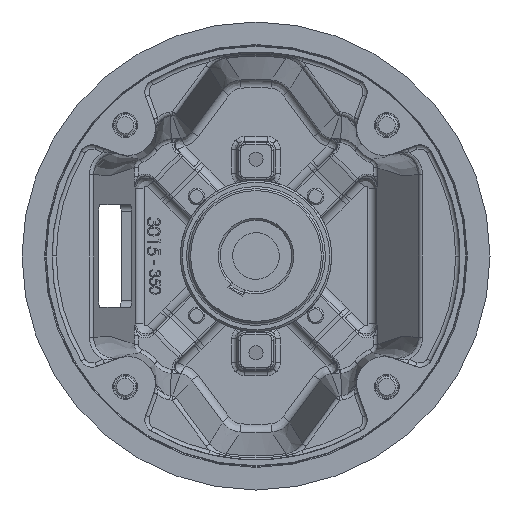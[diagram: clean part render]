
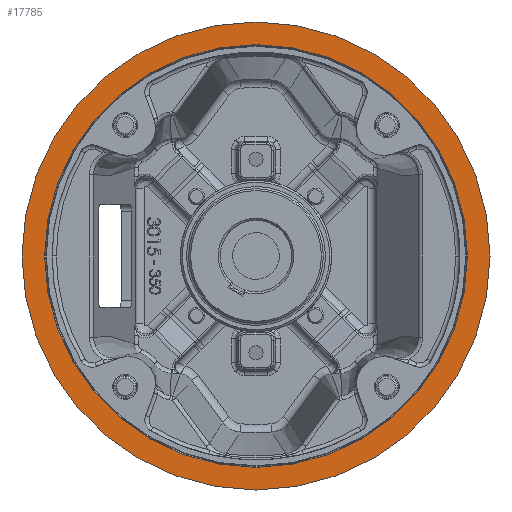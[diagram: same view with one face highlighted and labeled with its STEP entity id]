
A CAD part, left-side view. The second image highlights one B-rep face of the part: STEP entity #17785.
In plain terms, the highlighted planar face has unit normal (-1, 0, 0).
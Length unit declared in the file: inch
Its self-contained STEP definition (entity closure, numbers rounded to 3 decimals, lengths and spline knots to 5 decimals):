
#5213 = EDGE_CURVE ( 'NONE', #55130, #34055, #157644, .T. ) ;
#12801 = CARTESIAN_POINT ( 'NONE',  ( -14.463, 0., 0. ) ) ;
#13374 = DIRECTION ( 'NONE',  ( 0., -1., 0. ) ) ;
#13646 = AXIS2_PLACEMENT_3D ( 'NONE', #63611, #169767, #50733 ) ;
#14437 = VERTEX_POINT ( 'NONE', #140064 ) ;
#17785 = ADVANCED_FACE ( 'NONE', ( #39346, #22701 ), #38192, .F. ) ;
#19758 = ORIENTED_EDGE ( 'NONE', *, *, #41555, .T. ) ;
#20069 = ORIENTED_EDGE ( 'NONE', *, *, #124981, .T. ) ;
#22701 = FACE_OUTER_BOUND ( 'NONE', #70963, .T. ) ;
#23677 = CIRCLE ( 'NONE', #143509, 6.955 ) ;
#23812 = CARTESIAN_POINT ( 'NONE',  ( -14.463, 0., 0. ) ) ;
#27293 = CARTESIAN_POINT ( 'NONE',  ( -14.463, 6.28225, 0. ) ) ;
#34055 = VERTEX_POINT ( 'NONE', #35679 ) ;
#35679 = CARTESIAN_POINT ( 'NONE',  ( -14.463, -6.28225, 0. ) ) ;
#38192 = PLANE ( 'NONE',  #153420 ) ;
#39346 = FACE_BOUND ( 'NONE', #133381, .T. ) ;
#41555 = EDGE_CURVE ( 'NONE', #84523, #14437, #88243, .T. ) ;
#50733 = DIRECTION ( 'NONE',  ( 0., 1., 0. ) ) ;
#53259 = CARTESIAN_POINT ( 'NONE',  ( -14.463, 6.251, 0. ) ) ;
#55130 = VERTEX_POINT ( 'NONE', #27293 ) ;
#63611 = CARTESIAN_POINT ( 'NONE',  ( -14.463, 0., 0. ) ) ;
#66756 = DIRECTION ( 'NONE',  ( 1., 0., 0. ) ) ;
#70963 = EDGE_LOOP ( 'NONE', ( #163164, #19758 ) ) ;
#79624 = AXIS2_PLACEMENT_3D ( 'NONE', #23812, #142414, #129051 ) ;
#84523 = VERTEX_POINT ( 'NONE', #93275 ) ;
#88243 = CIRCLE ( 'NONE', #13646, 6.955 ) ;
#91359 = DIRECTION ( 'NONE',  ( 1., 0., 0. ) ) ;
#93275 = CARTESIAN_POINT ( 'NONE',  ( -14.463, -6.955, 0. ) ) ;
#97093 = CARTESIAN_POINT ( 'NONE',  ( -14.463, 0., 0. ) ) ;
#100691 = CIRCLE ( 'NONE', #160724, 6.28225 ) ;
#124981 = EDGE_CURVE ( 'NONE', #34055, #55130, #100691, .T. ) ;
#129051 = DIRECTION ( 'NONE',  ( 0., -1., 0. ) ) ;
#133381 = EDGE_LOOP ( 'NONE', ( #163655, #20069 ) ) ;
#136645 = EDGE_CURVE ( 'NONE', #14437, #84523, #23677, .T. ) ;
#140064 = CARTESIAN_POINT ( 'NONE',  ( -14.463, 6.955, 0. ) ) ;
#142414 = DIRECTION ( 'NONE',  ( 1., 0., 0. ) ) ;
#143509 = AXIS2_PLACEMENT_3D ( 'NONE', #97093, #149943, #148792 ) ;
#148792 = DIRECTION ( 'NONE',  ( 0., 1., 0. ) ) ;
#149943 = DIRECTION ( 'NONE',  ( -1., 0., 0. ) ) ;
#153420 = AXIS2_PLACEMENT_3D ( 'NONE', #53259, #66756, #172324 ) ;
#157644 = CIRCLE ( 'NONE', #79624, 6.28225 ) ;
#160724 = AXIS2_PLACEMENT_3D ( 'NONE', #12801, #91359, #13374 ) ;
#163164 = ORIENTED_EDGE ( 'NONE', *, *, #136645, .T. ) ;
#163655 = ORIENTED_EDGE ( 'NONE', *, *, #5213, .T. ) ;
#169767 = DIRECTION ( 'NONE',  ( -1., 0., 0. ) ) ;
#172324 = DIRECTION ( 'NONE',  ( 0., -1., 0. ) ) ;
